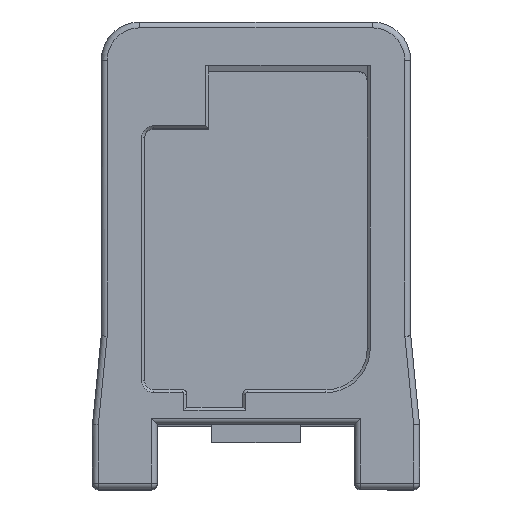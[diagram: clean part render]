
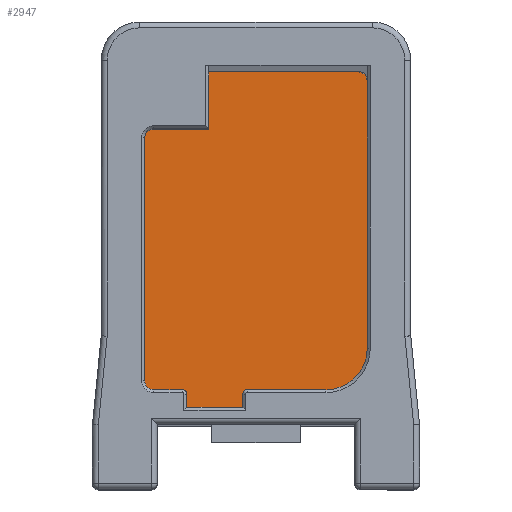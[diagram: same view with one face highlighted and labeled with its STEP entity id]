
A CAD part, top view. The second image highlights one B-rep face of the part: STEP entity #2947.
In plain terms, the highlighted planar face has unit normal (0, 0, 1).
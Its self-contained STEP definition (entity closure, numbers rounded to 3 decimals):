
#38 = CARTESIAN_POINT ( 'NONE',  ( -0.45, -4.575, 0. ) ) ;
#70 = ORIENTED_EDGE ( 'NONE', *, *, #1086, .F. ) ;
#80 = ORIENTED_EDGE ( 'NONE', *, *, #1053, .T. ) ;
#100 = CARTESIAN_POINT ( 'NONE',  ( -1.6, 6.375, 0. ) ) ;
#120 = CARTESIAN_POINT ( 'NONE',  ( -1.6, 6.375, 0. ) ) ;
#160 = CARTESIAN_POINT ( 'NONE',  ( 3.775, -4.425, 0. ) ) ;
#171 = ORIENTED_EDGE ( 'NONE', *, *, #1072, .F. ) ;
#201 = ORIENTED_EDGE ( 'NONE', *, *, #1041, .T. ) ;
#225 = DIRECTION ( 'NONE',  ( -1., 0., 0. ) ) ;
#274 = CARTESIAN_POINT ( 'NONE',  ( 3.775, -4.425, 0. ) ) ;
#284 = CARTESIAN_POINT ( 'NONE',  ( -3.475, 4.425, 0. ) ) ;
#297 = CARTESIAN_POINT ( 'NONE',  ( -2.35, -4.425, 0. ) ) ;
#371 = DIRECTION ( 'NONE',  ( 0., 0., -1. ) ) ;
#387 = ORIENTED_EDGE ( 'NONE', *, *, #1076, .T. ) ;
#414 = ORIENTED_EDGE ( 'NONE', *, *, #1117, .T. ) ;
#488 = DIRECTION ( 'NONE',  ( 1., 0., 0. ) ) ;
#500 = VERTEX_POINT ( 'NONE', #1284 ) ;
#510 = VERTEX_POINT ( 'NONE', #1359 ) ;
#609 = DIRECTION ( 'NONE',  ( 0., 1., 0. ) ) ;
#612 = ORIENTED_EDGE ( 'NONE', *, *, #2973, .F. ) ;
#715 = DIRECTION ( 'NONE',  ( -1., 0., 0. ) ) ;
#743 = DIRECTION ( 'NONE',  ( -1., 0., 0. ) ) ;
#853 = CARTESIAN_POINT ( 'NONE',  ( -2.35, -4.575, 0. ) ) ;
#943 = VERTEX_POINT ( 'NONE', #2899 ) ;
#1003 = DIRECTION ( 'NONE',  ( 0., 0., 1. ) ) ;
#1006 = DIRECTION ( 'NONE',  ( 0., -1., 0. ) ) ;
#1028 = CARTESIAN_POINT ( 'NONE',  ( 3.775, 4.425, 0. ) ) ;
#1033 = EDGE_CURVE ( 'NONE', #2869, #2831, #2527, .T. ) ;
#1041 = EDGE_CURVE ( 'NONE', #1363, #2991, #3135, .T. ) ;
#1047 = EDGE_CURVE ( 'NONE', #2354, #2764, #2549, .T. ) ;
#1049 = EDGE_CURVE ( 'NONE', #2991, #2354, #2599, .T. ) ;
#1052 = EDGE_CURVE ( 'NONE', #2764, #3107, #2671, .T. ) ;
#1053 = EDGE_CURVE ( 'NONE', #3107, #2831, #2684, .T. ) ;
#1063 = EDGE_CURVE ( 'NONE', #2869, #3777, #2594, .T. ) ;
#1072 = EDGE_CURVE ( 'NONE', #2039, #500, #2720, .T. ) ;
#1076 = EDGE_CURVE ( 'NONE', #2691, #500, #2479, .T. ) ;
#1086 = EDGE_CURVE ( 'NONE', #510, #2039, #2259, .T. ) ;
#1093 = EDGE_CURVE ( 'NONE', #1848, #510, #2603, .T. ) ;
#1105 = EDGE_CURVE ( 'NONE', #1363, #2629, #2378, .T. ) ;
#1117 = EDGE_CURVE ( 'NONE', #943, #2629, #2127, .T. ) ;
#1142 = ORIENTED_EDGE ( 'NONE', *, *, #1093, .F. ) ;
#1172 = EDGE_CURVE ( 'NONE', #1848, #3203, #1812, .T. ) ;
#1209 = DIRECTION ( 'NONE',  ( 0., 0., -1. ) ) ;
#1213 = DIRECTION ( 'NONE',  ( -1., 0., 0. ) ) ;
#1233 = CARTESIAN_POINT ( 'NONE',  ( 2.375, -3.025, 0. ) ) ;
#1284 = CARTESIAN_POINT ( 'NONE',  ( 3.475, 6.375, 0. ) ) ;
#1346 = PLANE ( 'NONE',  #3964 ) ;
#1359 = CARTESIAN_POINT ( 'NONE',  ( -1.6, 4.425, 0. ) ) ;
#1363 = VERTEX_POINT ( 'NONE', #3496 ) ;
#1365 = CARTESIAN_POINT ( 'NONE',  ( -3.95, 6.75, 0. ) ) ;
#1508 = ORIENTED_EDGE ( 'NONE', *, *, #1172, .T. ) ;
#1722 = DIRECTION ( 'NONE',  ( -1., 0., 0. ) ) ;
#1812 = CIRCLE ( 'NONE', #3292, 0.3 ) ;
#1841 = DIRECTION ( 'NONE',  ( 1., 0., 0. ) ) ;
#1848 = VERTEX_POINT ( 'NONE', #284 ) ;
#1925 = ORIENTED_EDGE ( 'NONE', *, *, #1049, .T. ) ;
#1936 = CARTESIAN_POINT ( 'NONE',  ( -3.475, 4.125, 0. ) ) ;
#1974 = DIRECTION ( 'NONE',  ( 0., 0., 1. ) ) ;
#1978 = DIRECTION ( 'NONE',  ( -1., 0., 0. ) ) ;
#1982 = VECTOR ( 'NONE', #1006, 1000. ) ;
#2014 = DIRECTION ( 'NONE',  ( 0., 1., 0. ) ) ;
#2018 = CARTESIAN_POINT ( 'NONE',  ( -3.775, 4.425, 0. ) ) ;
#2039 = VERTEX_POINT ( 'NONE', #100 ) ;
#2071 = CARTESIAN_POINT ( 'NONE',  ( -0.3, -4.425, 0. ) ) ;
#2073 = DIRECTION ( 'NONE',  ( 0., 0., 1. ) ) ;
#2126 = DIRECTION ( 'NONE',  ( 0., 0., -1. ) ) ;
#2127 = CIRCLE ( 'NONE', #3208, 0.3 ) ;
#2196 = CARTESIAN_POINT ( 'NONE',  ( 3.775, 4.425, 0. ) ) ;
#2235 = VECTOR ( 'NONE', #1841, 1000. ) ;
#2254 = VECTOR ( 'NONE', #2538, 1000. ) ;
#2259 = LINE ( 'NONE', #3886, #2254 ) ;
#2311 = VECTOR ( 'NONE', #3171, 1000. ) ;
#2321 = ORIENTED_EDGE ( 'NONE', *, *, #1047, .T. ) ;
#2353 = CARTESIAN_POINT ( 'NONE',  ( 2.375, -4.425, 0. ) ) ;
#2354 = VERTEX_POINT ( 'NONE', #3145 ) ;
#2378 = LINE ( 'NONE', #160, #2311 ) ;
#2410 = CARTESIAN_POINT ( 'NONE',  ( -2.5, -4.575, 0. ) ) ;
#2475 = CARTESIAN_POINT ( 'NONE',  ( -0.45, -4.425, 0. ) ) ;
#2479 = CIRCLE ( 'NONE', #3345, 0.3 ) ;
#2496 = CARTESIAN_POINT ( 'NONE',  ( -3.475, -4.125, 0. ) ) ;
#2503 = VECTOR ( 'NONE', #2014, 1000. ) ;
#2527 = LINE ( 'NONE', #274, #2533 ) ;
#2528 = EDGE_LOOP ( 'NONE', ( #2975, #414, #2914, #201, #1925, #2321, #3737, #80, #2889, #4245, #612, #387, #171, #70, #1142, #1508 ) ) ;
#2533 = VECTOR ( 'NONE', #1978, 1000. ) ;
#2538 = DIRECTION ( 'NONE',  ( 0., 1., 0. ) ) ;
#2549 = LINE ( 'NONE', #3339, #2628 ) ;
#2594 = CIRCLE ( 'NONE', #3336, 1.4 ) ;
#2599 = LINE ( 'NONE', #297, #2677 ) ;
#2603 = LINE ( 'NONE', #2196, #2235 ) ;
#2616 = CARTESIAN_POINT ( 'NONE',  ( -0.45, -5.025, 0. ) ) ;
#2628 = VECTOR ( 'NONE', #488, 1000. ) ;
#2629 = VERTEX_POINT ( 'NONE', #4176 ) ;
#2635 = DIRECTION ( 'NONE',  ( 1., 0., 0. ) ) ;
#2661 = DIRECTION ( 'NONE',  ( -1., 0., 0. ) ) ;
#2669 = DIRECTION ( 'NONE',  ( -1., 0., 0. ) ) ;
#2671 = LINE ( 'NONE', #2475, #2694 ) ;
#2677 = VECTOR ( 'NONE', #2686, 1000. ) ;
#2684 = CIRCLE ( 'NONE', #3342, 0.15 ) ;
#2686 = DIRECTION ( 'NONE',  ( 0., -1., 0. ) ) ;
#2691 = VERTEX_POINT ( 'NONE', #4207 ) ;
#2694 = VECTOR ( 'NONE', #609, 1000. ) ;
#2720 = LINE ( 'NONE', #120, #2785 ) ;
#2764 = VERTEX_POINT ( 'NONE', #2616 ) ;
#2785 = VECTOR ( 'NONE', #2635, 1000. ) ;
#2824 = EDGE_CURVE ( 'NONE', #943, #3203, #4156, .T. ) ;
#2831 = VERTEX_POINT ( 'NONE', #2071 ) ;
#2850 = LINE ( 'NONE', #1028, #1982 ) ;
#2869 = VERTEX_POINT ( 'NONE', #2353 ) ;
#2889 = ORIENTED_EDGE ( 'NONE', *, *, #1033, .F. ) ;
#2899 = CARTESIAN_POINT ( 'NONE',  ( -3.775, -4.125, 0. ) ) ;
#2914 = ORIENTED_EDGE ( 'NONE', *, *, #1105, .F. ) ;
#2947 = ADVANCED_FACE ( 'NONE', ( #3478 ), #1346, .F. ) ;
#2973 = EDGE_CURVE ( 'NONE', #2691, #3777, #2850, .T. ) ;
#2975 = ORIENTED_EDGE ( 'NONE', *, *, #2824, .F. ) ;
#2991 = VERTEX_POINT ( 'NONE', #853 ) ;
#3107 = VERTEX_POINT ( 'NONE', #38 ) ;
#3114 = DIRECTION ( 'NONE',  ( 0., 0., 1. ) ) ;
#3135 = CIRCLE ( 'NONE', #3262, 0.15 ) ;
#3145 = CARTESIAN_POINT ( 'NONE',  ( -2.35, -5.025, 0. ) ) ;
#3171 = DIRECTION ( 'NONE',  ( -1., 0., 0. ) ) ;
#3202 = CARTESIAN_POINT ( 'NONE',  ( 3.475, 6.075, 0. ) ) ;
#3203 = VERTEX_POINT ( 'NONE', #3536 ) ;
#3208 = AXIS2_PLACEMENT_3D ( 'NONE', #2496, #2073, #2669 ) ;
#3248 = CARTESIAN_POINT ( 'NONE',  ( -0.3, -4.575, 0. ) ) ;
#3262 = AXIS2_PLACEMENT_3D ( 'NONE', #2410, #2126, #715 ) ;
#3292 = AXIS2_PLACEMENT_3D ( 'NONE', #1936, #1974, #1722 ) ;
#3336 = AXIS2_PLACEMENT_3D ( 'NONE', #1233, #1003, #2661 ) ;
#3339 = CARTESIAN_POINT ( 'NONE',  ( -2.35, -5.025, 0. ) ) ;
#3342 = AXIS2_PLACEMENT_3D ( 'NONE', #3248, #371, #743 ) ;
#3345 = AXIS2_PLACEMENT_3D ( 'NONE', #3202, #3114, #225 ) ;
#3478 = FACE_OUTER_BOUND ( 'NONE', #2528, .T. ) ;
#3496 = CARTESIAN_POINT ( 'NONE',  ( -2.5, -4.425, 0. ) ) ;
#3536 = CARTESIAN_POINT ( 'NONE',  ( -3.775, 4.125, 0. ) ) ;
#3737 = ORIENTED_EDGE ( 'NONE', *, *, #1052, .T. ) ;
#3777 = VERTEX_POINT ( 'NONE', #4201 ) ;
#3886 = CARTESIAN_POINT ( 'NONE',  ( -1.6, 6.375, 0. ) ) ;
#3964 = AXIS2_PLACEMENT_3D ( 'NONE', #1365, #1209, #1213 ) ;
#4156 = LINE ( 'NONE', #2018, #2503 ) ;
#4176 = CARTESIAN_POINT ( 'NONE',  ( -3.475, -4.425, 0. ) ) ;
#4201 = CARTESIAN_POINT ( 'NONE',  ( 3.775, -3.025, 0. ) ) ;
#4207 = CARTESIAN_POINT ( 'NONE',  ( 3.775, 6.075, 0. ) ) ;
#4245 = ORIENTED_EDGE ( 'NONE', *, *, #1063, .T. ) ;
